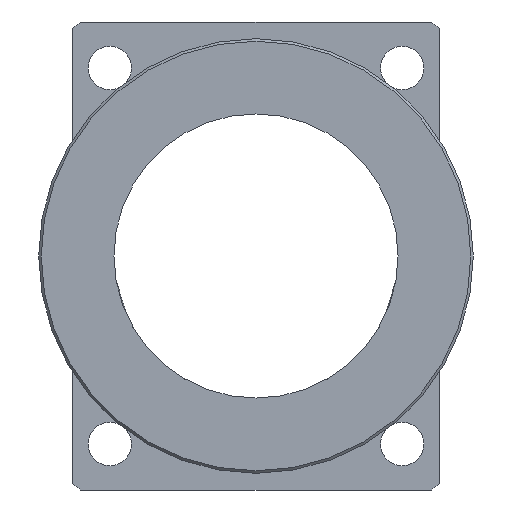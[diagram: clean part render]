
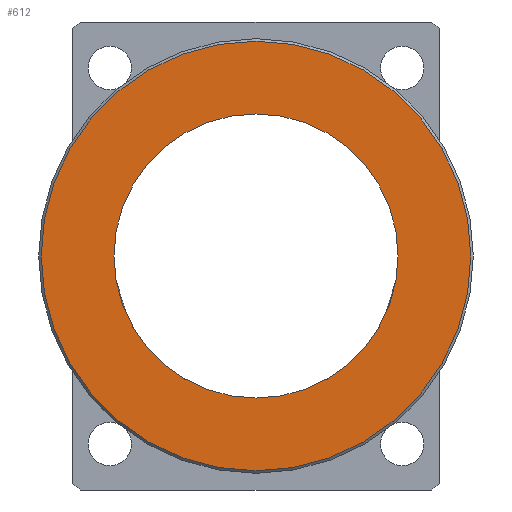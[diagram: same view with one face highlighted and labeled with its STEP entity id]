
A CAD part, left-side view. The second image highlights one B-rep face of the part: STEP entity #612.
In plain terms, the highlighted planar face has unit normal (-1, 0, 0).
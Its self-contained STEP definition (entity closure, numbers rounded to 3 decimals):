
#106=PLANE($,#661);
#134=FACE_BOUND($,#212,.T.);
#135=FACE_BOUND($,#213,.T.);
#212=EDGE_LOOP($,(#461));
#213=EDGE_LOOP($,(#462));
#271=CIRCLE($,#655,17.);
#272=CIRCLE($,#657,25.7);
#308=VERTEX_POINT($,#919);
#313=VERTEX_POINT($,#1078);
#369=EDGE_CURVE($,#308,#308,#271,.T.);
#374=EDGE_CURVE($,#313,#313,#272,.T.);
#461=ORIENTED_EDGE($,*,*,#369,.T.);
#462=ORIENTED_EDGE($,*,*,#374,.F.);
#612=ADVANCED_FACE($,(#134,#135),#106,.T.);
#655=AXIS2_PLACEMENT_3D($,#920,#741,#742);
#657=AXIS2_PLACEMENT_3D($,#1079,#745,#746);
#661=AXIS2_PLACEMENT_3D($,#1085,#753,#754);
#741=DIRECTION('center_axis',(1.,0.,0.));
#742=DIRECTION('ref_axis',(0.,0.,-1.));
#745=DIRECTION('center_axis',(1.,0.,0.));
#746=DIRECTION('ref_axis',(0.,-1.,0.));
#753=DIRECTION('center_axis',(-1.,0.,0.));
#754=DIRECTION('ref_axis',(0.,0.,1.));
#919=CARTESIAN_POINT('',(-69.5,0.,17.));
#920=CARTESIAN_POINT('Origin',(-69.5,0.,0.));
#1078=CARTESIAN_POINT('',(-69.5,25.7,0.));
#1079=CARTESIAN_POINT('Origin',(-69.5,0.,0.));
#1085=CARTESIAN_POINT('Origin',(-69.5,13.,0.));
